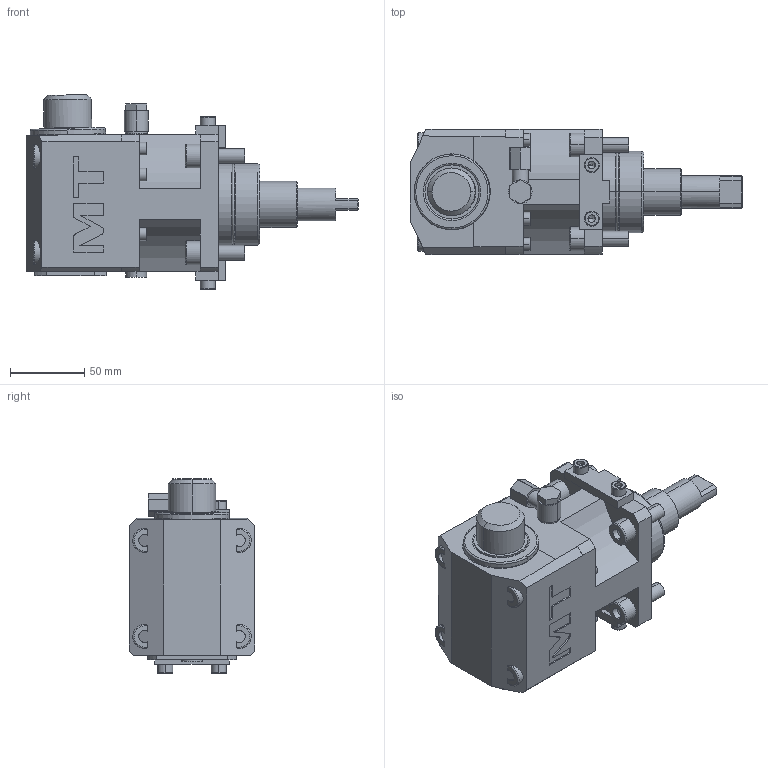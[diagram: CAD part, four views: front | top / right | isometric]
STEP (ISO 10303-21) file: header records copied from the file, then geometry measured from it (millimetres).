
FILE_DESCRIPTION((''),'2;1');
FILE_NAME('0019116L_CONF','2023-06-27T09:37:55',('gvalli'),('M.T. srl'),'CREO PARAMETRIC BY PTC INC, 2021072','CREO PARAMETRIC BY PTC INC, 2021072','');
FILE_SCHEMA(('CONFIG_CONTROL_DESIGN'));
Length unit declared in the file: millimetre
Products named in the file (1): 0019116L_CONF
Bounding box: 222.9 x 84 x 130.72 mm (x, y, z)
Volume: 1010512 mm3; surface area: 89258.5 mm2
Topology: 1 solids, 1 shells, 414 faces, 988 edges, 608 vertices
Faces by surface type: plane 190, cylinder 136, cone 42, torus 42, extrusion 4
Entity records: 12333 total; most frequent: CARTESIAN_POINT 2601, DIRECTION 2124, ORIENTED_EDGE 1920, EDGE_CURVE 960, AXIS2_PLACEMENT_3D 790, VERTEX_POINT 608, VECTOR 544, LINE 540
